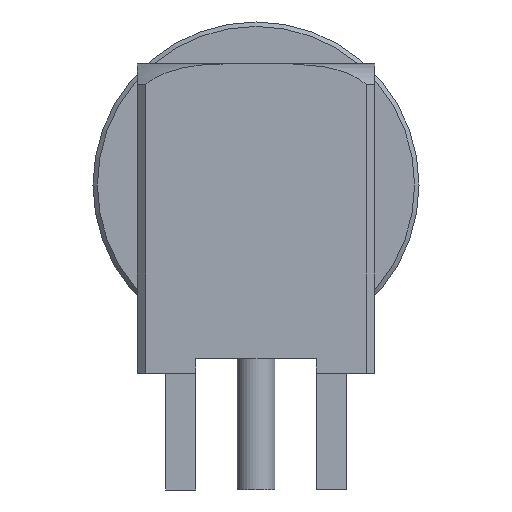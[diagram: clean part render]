
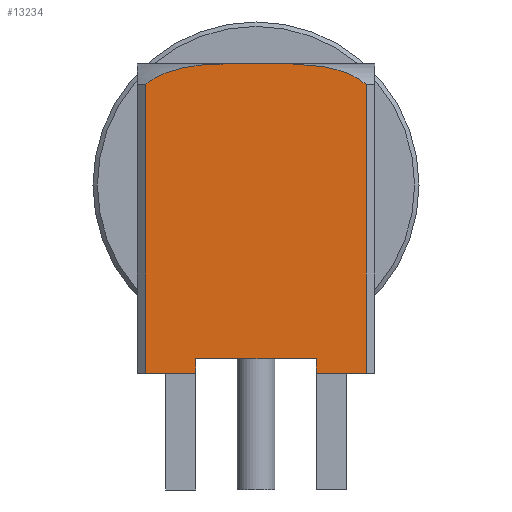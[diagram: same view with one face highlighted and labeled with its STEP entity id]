
A CAD part, left-side view. The second image highlights one B-rep face of the part: STEP entity #13234.
In plain terms, the highlighted face is planar.
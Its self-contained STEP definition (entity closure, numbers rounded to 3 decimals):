
#573=PLANE('',#14542);
#1118=B_SPLINE_CURVE_WITH_KNOTS('',3,(#29826,#29827,#29828,#29829,#29830),
 .UNSPECIFIED.,.F.,.F.,(4,1,4),(0.,0.002,
0.004),.UNSPECIFIED.);
#1119=B_SPLINE_CURVE_WITH_KNOTS('',3,(#29841,#29842,#29843,#29844,#29845),
 .UNSPECIFIED.,.F.,.F.,(4,1,4),(0.017,0.019,0.021),
 .UNSPECIFIED.);
#5153=ORIENTED_EDGE('',*,*,#7485,.T.);
#5154=ORIENTED_EDGE('',*,*,#7486,.T.);
#5155=ORIENTED_EDGE('',*,*,#7487,.T.);
#5156=ORIENTED_EDGE('',*,*,#7488,.F.);
#5157=ORIENTED_EDGE('',*,*,#7454,.F.);
#5158=ORIENTED_EDGE('',*,*,#7489,.T.);
#5159=ORIENTED_EDGE('',*,*,#7435,.F.);
#5160=ORIENTED_EDGE('',*,*,#7490,.T.);
#5161=ORIENTED_EDGE('',*,*,#7491,.T.);
#5162=ORIENTED_EDGE('',*,*,#7492,.T.);
#7435=EDGE_CURVE('',#8852,#8853,#9780,.T.);
#7454=EDGE_CURVE('',#8871,#8872,#9798,.T.);
#7485=EDGE_CURVE('',#8896,#8897,#1118,.T.);
#7486=EDGE_CURVE('',#8897,#8898,#9822,.T.);
#7487=EDGE_CURVE('',#8898,#8899,#9823,.T.);
#7488=EDGE_CURVE('',#8872,#8899,#9824,.T.);
#7489=EDGE_CURVE('',#8871,#8853,#9825,.T.);
#7490=EDGE_CURVE('',#8852,#8900,#9826,.T.);
#7491=EDGE_CURVE('',#8900,#8901,#1119,.T.);
#7492=EDGE_CURVE('',#8901,#8896,#9827,.T.);
#8852=VERTEX_POINT('',#29702);
#8853=VERTEX_POINT('',#29704);
#8871=VERTEX_POINT('',#29742);
#8872=VERTEX_POINT('',#29744);
#8896=VERTEX_POINT('',#29831);
#8897=VERTEX_POINT('',#29832);
#8898=VERTEX_POINT('',#29834);
#8899=VERTEX_POINT('',#29836);
#8900=VERTEX_POINT('',#29840);
#8901=VERTEX_POINT('',#29846);
#9780=LINE('',#29703,#10666);
#9798=LINE('',#29743,#10684);
#9822=LINE('',#29833,#10708);
#9823=LINE('',#29835,#10709);
#9824=LINE('',#29837,#10710);
#9825=LINE('',#29838,#10711);
#9826=LINE('',#29839,#10712);
#9827=LINE('',#29847,#10713);
#10666=VECTOR('',#17622,1000.);
#10684=VECTOR('',#17646,1000.);
#10708=VECTOR('',#17680,1000.);
#10709=VECTOR('',#17681,1000.);
#10710=VECTOR('',#17682,1000.);
#10711=VECTOR('',#17683,1000.);
#10712=VECTOR('',#17684,1000.);
#10713=VECTOR('',#17685,1000.);
#11494=EDGE_LOOP('',(#5153,#5154,#5155,#5156,#5157,#5158,#5159,#5160,#5161,
#5162));
#12291=FACE_BOUND('',#11494,.T.);
#13234=ADVANCED_FACE('',(#12291),#573,.F.);
#14542=AXIS2_PLACEMENT_3D('',#29825,#17678,#17679);
#17622=DIRECTION('',(-1.,0.,0.));
#17646=DIRECTION('',(-1.,0.,0.));
#17678=DIRECTION('',(0.,-1.,0.));
#17679=DIRECTION('',(0.,0.,-1.));
#17680=DIRECTION('',(0.,0.,1.));
#17681=DIRECTION('',(1.,0.,0.));
#17682=DIRECTION('',(0.,0.,1.));
#17683=DIRECTION('',(0.,0.,1.));
#17684=DIRECTION('',(0.,0.,-1.));
#17685=DIRECTION('',(-1.,0.,0.));
#29702=CARTESIAN_POINT('',(3.72,4.,0.5));
#29703=CARTESIAN_POINT('',(4.,4.,0.5));
#29704=CARTESIAN_POINT('',(2.03,4.,0.5));
#29742=CARTESIAN_POINT('',(2.03,4.,0.01));
#29743=CARTESIAN_POINT('',(4.,4.,0.01));
#29744=CARTESIAN_POINT('',(-2.03,4.,0.01));
#29825=CARTESIAN_POINT('',(4.,4.,0.01));
#29826=CARTESIAN_POINT('',(-0.234,4.,-9.94));
#29827=CARTESIAN_POINT('',(-0.839,4.,-9.94));
#29828=CARTESIAN_POINT('',(-2.047,4.,-9.964));
#29829=CARTESIAN_POINT('',(-3.259,4.,-9.633));
#29830=CARTESIAN_POINT('',(-3.72,4.,-9.239));
#29831=CARTESIAN_POINT('',(-0.234,4.,-9.94));
#29832=CARTESIAN_POINT('',(-3.72,4.,-9.239));
#29833=CARTESIAN_POINT('',(-3.72,4.,0.01));
#29834=CARTESIAN_POINT('',(-3.72,4.,0.5));
#29835=CARTESIAN_POINT('',(-4.,4.,0.5));
#29836=CARTESIAN_POINT('',(-2.03,4.,0.5));
#29837=CARTESIAN_POINT('',(-2.03,4.,-11.304));
#29838=CARTESIAN_POINT('',(2.03,4.,-11.315));
#29839=CARTESIAN_POINT('',(3.72,4.,0.01));
#29840=CARTESIAN_POINT('',(3.72,4.,-9.239));
#29841=CARTESIAN_POINT('',(3.72,4.,-9.239));
#29842=CARTESIAN_POINT('',(3.256,4.,-9.635));
#29843=CARTESIAN_POINT('',(2.039,4.,-9.964));
#29844=CARTESIAN_POINT('',(0.839,4.,-9.94));
#29845=CARTESIAN_POINT('',(0.234,4.,-9.94));
#29846=CARTESIAN_POINT('',(0.234,4.,-9.94));
#29847=CARTESIAN_POINT('',(4.,4.,-9.94));
